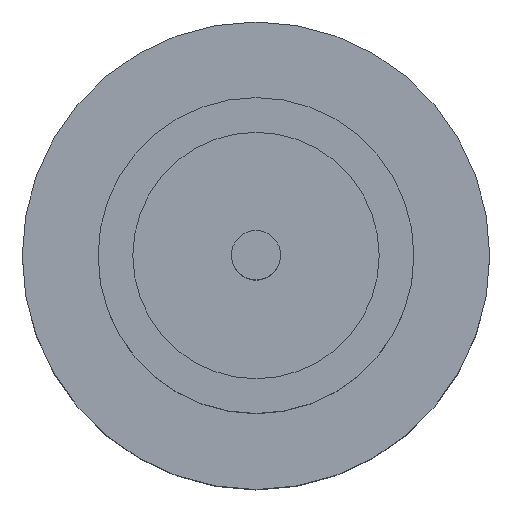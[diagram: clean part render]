
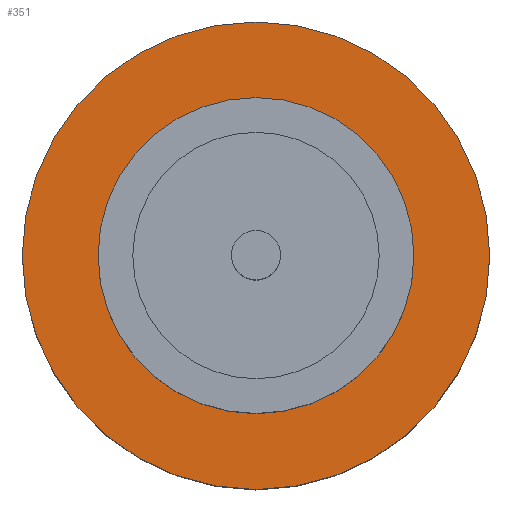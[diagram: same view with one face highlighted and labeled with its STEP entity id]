
A CAD part, top view. The second image highlights one B-rep face of the part: STEP entity #351.
In plain terms, the highlighted planar face has unit normal (0, 0, 1).
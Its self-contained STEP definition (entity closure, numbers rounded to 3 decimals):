
#24 = DIRECTION ( 'NONE',  ( 1., 0., 0. ) ) ;
#54 = VERTEX_POINT ( 'NONE', #169 ) ;
#71 = EDGE_LOOP ( 'NONE', ( #225, #722 ) ) ;
#117 = FACE_BOUND ( 'NONE', #454, .T. ) ;
#149 = CARTESIAN_POINT ( 'NONE',  ( 0., 0., 1.55 ) ) ;
#160 = DIRECTION ( 'NONE',  ( 0., 0., 1. ) ) ;
#169 = CARTESIAN_POINT ( 'NONE',  ( 1.85, 0., 1.55 ) ) ;
#187 = ORIENTED_EDGE ( 'NONE', *, *, #367, .F. ) ;
#194 = CARTESIAN_POINT ( 'NONE',  ( 1.25, 0., 1.55 ) ) ;
#225 = ORIENTED_EDGE ( 'NONE', *, *, #748, .T. ) ;
#228 = DIRECTION ( 'NONE',  ( 0., 0., 1. ) ) ;
#246 = EDGE_CURVE ( 'NONE', #54, #419, #587, .T. ) ;
#274 = EDGE_CURVE ( 'NONE', #637, #354, #782, .T. ) ;
#275 = AXIS2_PLACEMENT_3D ( 'NONE', #149, #746, #809 ) ;
#294 = CARTESIAN_POINT ( 'NONE',  ( -1.85, 0., 1.55 ) ) ;
#295 = AXIS2_PLACEMENT_3D ( 'NONE', #443, #160, #571 ) ;
#319 = AXIS2_PLACEMENT_3D ( 'NONE', #375, #228, #24 ) ;
#351 = ADVANCED_FACE ( 'NONE', ( #117, #509 ), #697, .T. ) ;
#354 = VERTEX_POINT ( 'NONE', #815 ) ;
#361 = CARTESIAN_POINT ( 'NONE',  ( 0., 0., 1.55 ) ) ;
#367 = EDGE_CURVE ( 'NONE', #354, #637, #657, .T. ) ;
#375 = CARTESIAN_POINT ( 'NONE',  ( 0., 0., 1.55 ) ) ;
#414 = DIRECTION ( 'NONE',  ( 0., 0., 1. ) ) ;
#419 = VERTEX_POINT ( 'NONE', #294 ) ;
#443 = CARTESIAN_POINT ( 'NONE',  ( 0., 0., 1.55 ) ) ;
#454 = EDGE_LOOP ( 'NONE', ( #783, #187 ) ) ;
#509 = FACE_OUTER_BOUND ( 'NONE', #71, .T. ) ;
#529 = AXIS2_PLACEMENT_3D ( 'NONE', #671, #414, #796 ) ;
#571 = DIRECTION ( 'NONE',  ( 1., 0., 0. ) ) ;
#587 = CIRCLE ( 'NONE', #529, 1.85 ) ;
#637 = VERTEX_POINT ( 'NONE', #194 ) ;
#657 = CIRCLE ( 'NONE', #319, 1.25 ) ;
#671 = CARTESIAN_POINT ( 'NONE',  ( 0., 0., 1.55 ) ) ;
#682 = DIRECTION ( 'NONE',  ( 0., 0., 1. ) ) ;
#697 = PLANE ( 'NONE',  #295 ) ;
#722 = ORIENTED_EDGE ( 'NONE', *, *, #246, .T. ) ;
#746 = DIRECTION ( 'NONE',  ( 0., 0., 1. ) ) ;
#747 = DIRECTION ( 'NONE',  ( 1., 0., 0. ) ) ;
#748 = EDGE_CURVE ( 'NONE', #419, #54, #804, .T. ) ;
#778 = AXIS2_PLACEMENT_3D ( 'NONE', #361, #682, #747 ) ;
#782 = CIRCLE ( 'NONE', #778, 1.25 ) ;
#783 = ORIENTED_EDGE ( 'NONE', *, *, #274, .F. ) ;
#796 = DIRECTION ( 'NONE',  ( 1., 0., 0. ) ) ;
#804 = CIRCLE ( 'NONE', #275, 1.85 ) ;
#809 = DIRECTION ( 'NONE',  ( 1., 0., 0. ) ) ;
#815 = CARTESIAN_POINT ( 'NONE',  ( -1.25, 0., 1.55 ) ) ;
